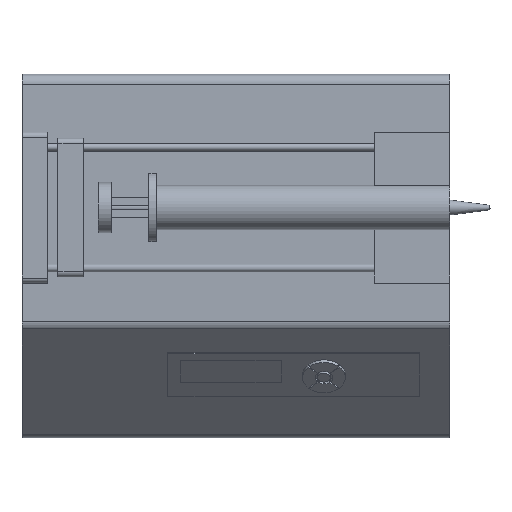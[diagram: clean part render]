
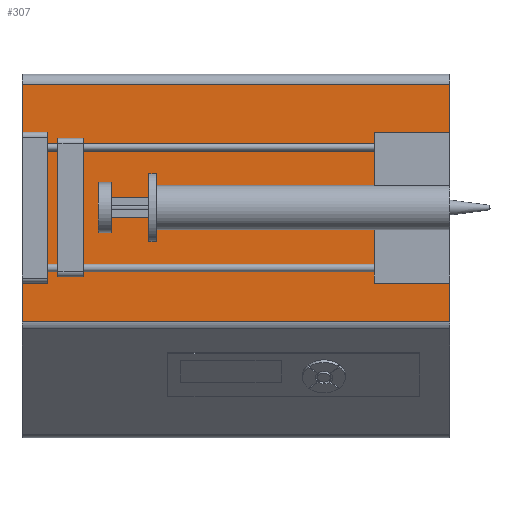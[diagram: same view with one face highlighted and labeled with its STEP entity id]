
A CAD part, top view. The second image highlights one B-rep face of the part: STEP entity #307.
In plain terms, the highlighted free-form (B-spline) face has degree [1, 1] with [2, 2] control points.
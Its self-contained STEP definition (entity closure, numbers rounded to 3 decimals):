
#74 = VERTEX_POINT('',#75);
#75 = CARTESIAN_POINT('',(0.,131.564,
    45.056));
#81 = EDGE_CURVE('',#74,#82,#84,.T.);
#82 = VERTEX_POINT('',#83);
#83 = CARTESIAN_POINT('',(0.,46.549,
    45.056));
#84 = B_SPLINE_CURVE_WITH_KNOTS('',1,(#85,#86),.UNSPECIFIED.,.F.,.F.,(2,
    2),(4.,98.343),.PIECEWISE_BEZIER_KNOTS.);
#85 = CARTESIAN_POINT('',(0.,131.564,45.056));
#86 = CARTESIAN_POINT('',(0.,46.549,45.056));
#177 = VERTEX_POINT('',#178);
#178 = CARTESIAN_POINT('',(153.191,131.564,
    45.056));
#184 = EDGE_CURVE('',#177,#185,#187,.T.);
#185 = VERTEX_POINT('',#186);
#186 = CARTESIAN_POINT('',(153.191,46.549,
    45.056));
#187 = B_SPLINE_CURVE_WITH_KNOTS('',1,(#188,#189),.UNSPECIFIED.,.F.,.F.,
  (2,2),(4.,98.343),.PIECEWISE_BEZIER_KNOTS.);
#188 = CARTESIAN_POINT('',(153.191,131.564,
    45.056));
#189 = CARTESIAN_POINT('',(153.191,46.549,
    45.056));
#278 = EDGE_CURVE('',#82,#185,#279,.T.);
#279 = B_SPLINE_CURVE_WITH_KNOTS('',1,(#280,#281),.UNSPECIFIED.,.F.,.F.,
  (2,2),(0.,170.),.PIECEWISE_BEZIER_KNOTS.);
#280 = CARTESIAN_POINT('',(0.,46.549,
    45.056));
#281 = CARTESIAN_POINT('',(153.191,46.549,
    45.056));
#294 = EDGE_CURVE('',#74,#177,#295,.T.);
#295 = B_SPLINE_CURVE_WITH_KNOTS('',1,(#296,#297),.UNSPECIFIED.,.F.,.F.,
  (2,2),(0.,170.),.PIECEWISE_BEZIER_KNOTS.);
#296 = CARTESIAN_POINT('',(0.,131.564,
    45.056));
#297 = CARTESIAN_POINT('',(153.191,131.564,
    45.056));
#307 = ADVANCED_FACE('',(#308),#314,.F.);
#308 = FACE_BOUND('',#309,.F.);
#309 = EDGE_LOOP('',(#310,#311,#312,#313));
#310 = ORIENTED_EDGE('',*,*,#81,.F.);
#311 = ORIENTED_EDGE('',*,*,#294,.T.);
#312 = ORIENTED_EDGE('',*,*,#184,.T.);
#313 = ORIENTED_EDGE('',*,*,#278,.F.);
#314 = B_SPLINE_SURFACE_WITH_KNOTS('',1,1,(
    (#315,#316)
    ,(#317,#318
    )),.UNSPECIFIED.,.F.,.F.,.F.,(2,2),(2,2),(4.,98.343),(-170.
    ,0.),.PIECEWISE_BEZIER_KNOTS.);
#315 = CARTESIAN_POINT('',(153.191,131.564,
    45.056));
#316 = CARTESIAN_POINT('',(0.,131.564,
    45.056));
#317 = CARTESIAN_POINT('',(153.191,46.549,
    45.056));
#318 = CARTESIAN_POINT('',(0.,46.549,
    45.056));
